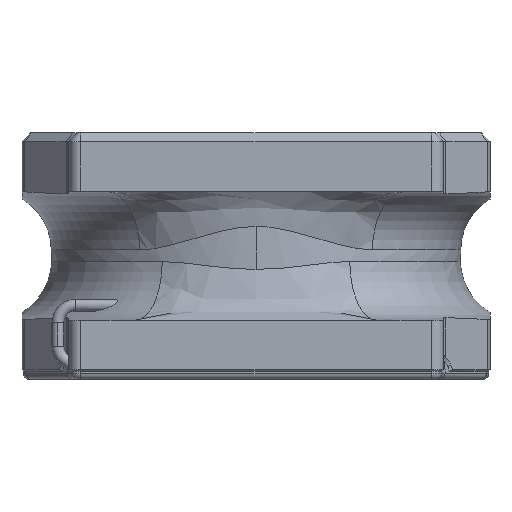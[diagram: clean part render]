
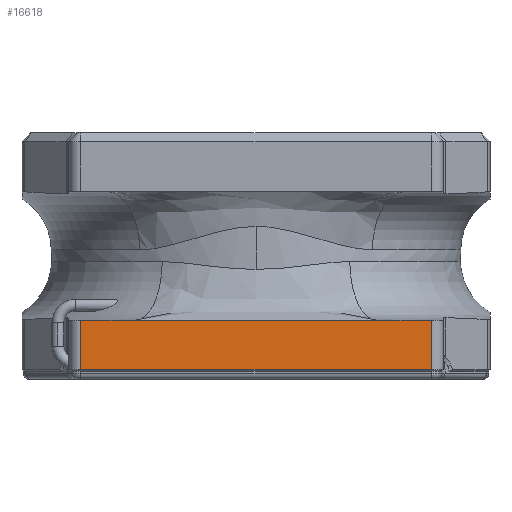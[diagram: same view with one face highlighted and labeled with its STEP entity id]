
A CAD part, left-side view. The second image highlights one B-rep face of the part: STEP entity #16618.
In plain terms, the highlighted planar face has unit normal (-1, 0, 0).
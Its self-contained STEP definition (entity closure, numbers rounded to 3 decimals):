
#12 = EDGE_CURVE ( 'NONE', #19326, #16412, #19020, .T. ) ;
#19 = CARTESIAN_POINT ( 'NONE',  ( -4., -3., 4.21 ) ) ;
#802 = AXIS2_PLACEMENT_3D ( 'NONE', #10182, #3707, #14892 ) ;
#1180 = DIRECTION ( 'NONE',  ( 0., 0., 1. ) ) ;
#1296 = VERTEX_POINT ( 'NONE', #15211 ) ;
#1499 = CARTESIAN_POINT ( 'NONE',  ( -4., 3., 0.16 ) ) ;
#3707 = DIRECTION ( 'NONE',  ( 1., 0., 0. ) ) ;
#3778 = CARTESIAN_POINT ( 'NONE',  ( -4., -3.2, 1.01 ) ) ;
#3999 = EDGE_CURVE ( 'NONE', #9371, #16827, #11470, .T. ) ;
#4250 = LINE ( 'NONE', #10436, #7884 ) ;
#4557 = ORIENTED_EDGE ( 'NONE', *, *, #5755, .T. ) ;
#4938 = DIRECTION ( 'NONE',  ( 0., 1., 0. ) ) ;
#5545 = ORIENTED_EDGE ( 'NONE', *, *, #3999, .T. ) ;
#5681 = ORIENTED_EDGE ( 'NONE', *, *, #9628, .T. ) ;
#5755 = EDGE_CURVE ( 'NONE', #1296, #9371, #8506, .T. ) ;
#5997 = CARTESIAN_POINT ( 'NONE',  ( -4., 3., 4.21 ) ) ;
#6085 = CARTESIAN_POINT ( 'NONE',  ( -4., -3., 0.16 ) ) ;
#6399 = VECTOR ( 'NONE', #11680, 1000. ) ;
#7496 = DIRECTION ( 'NONE',  ( 0., -1., 0. ) ) ;
#7564 = LINE ( 'NONE', #5997, #12669 ) ;
#7884 = VECTOR ( 'NONE', #7496, 1000. ) ;
#8506 = LINE ( 'NONE', #8602, #6399 ) ;
#8602 = CARTESIAN_POINT ( 'NONE',  ( -4., -3.2, 1.01 ) ) ;
#8863 = CARTESIAN_POINT ( 'NONE',  ( -4., 3., 1.01 ) ) ;
#9371 = VERTEX_POINT ( 'NONE', #18754 ) ;
#9628 = EDGE_CURVE ( 'NONE', #16827, #10715, #7564, .T. ) ;
#10070 = CARTESIAN_POINT ( 'NONE',  ( -4., -3.2, 1.01 ) ) ;
#10182 = CARTESIAN_POINT ( 'NONE',  ( -4., 4., 4.21 ) ) ;
#10411 = VECTOR ( 'NONE', #1180, 1000. ) ;
#10436 = CARTESIAN_POINT ( 'NONE',  ( -4., 4., 0.16 ) ) ;
#10577 = VECTOR ( 'NONE', #14988, 1000. ) ;
#10715 = VERTEX_POINT ( 'NONE', #1499 ) ;
#10744 = CARTESIAN_POINT ( 'NONE',  ( -4., -3., 1.01 ) ) ;
#11470 = LINE ( 'NONE', #10070, #10577 ) ;
#11680 = DIRECTION ( 'NONE',  ( 0., 1., 0. ) ) ;
#12602 = DIRECTION ( 'NONE',  ( 0., 0., -1. ) ) ;
#12669 = VECTOR ( 'NONE', #12602, 1000. ) ;
#12852 = EDGE_LOOP ( 'NONE', ( #5681, #15127, #18220, #13217, #4557, #5545 ) ) ;
#13217 = ORIENTED_EDGE ( 'NONE', *, *, #13936, .T. ) ;
#13451 = FACE_OUTER_BOUND ( 'NONE', #12852, .T. ) ;
#13936 = EDGE_CURVE ( 'NONE', #16412, #1296, #18069, .T. ) ;
#14892 = DIRECTION ( 'NONE',  ( 0., 1., 0. ) ) ;
#14988 = DIRECTION ( 'NONE',  ( 0., 1., 0. ) ) ;
#15127 = ORIENTED_EDGE ( 'NONE', *, *, #18641, .T. ) ;
#15211 = CARTESIAN_POINT ( 'NONE',  ( -4., -2.062, 1.01 ) ) ;
#16412 = VERTEX_POINT ( 'NONE', #10744 ) ;
#16618 = ADVANCED_FACE ( 'NONE', ( #13451 ), #17997, .F. ) ;
#16827 = VERTEX_POINT ( 'NONE', #8863 ) ;
#17997 = PLANE ( 'NONE',  #802 ) ;
#18069 = LINE ( 'NONE', #3778, #20430 ) ;
#18220 = ORIENTED_EDGE ( 'NONE', *, *, #12, .T. ) ;
#18641 = EDGE_CURVE ( 'NONE', #10715, #19326, #4250, .T. ) ;
#18754 = CARTESIAN_POINT ( 'NONE',  ( -4., 2.062, 1.01 ) ) ;
#19020 = LINE ( 'NONE', #19, #10411 ) ;
#19326 = VERTEX_POINT ( 'NONE', #6085 ) ;
#20430 = VECTOR ( 'NONE', #4938, 1000. ) ;
